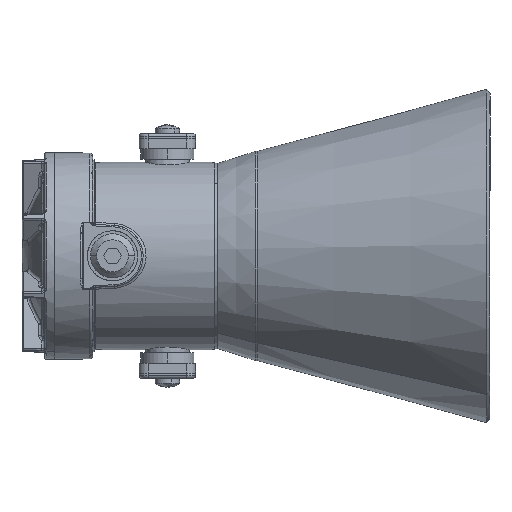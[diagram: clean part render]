
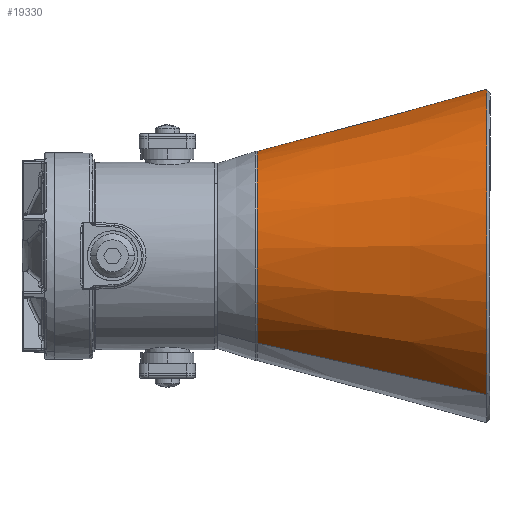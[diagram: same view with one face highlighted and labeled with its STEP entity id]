
A CAD part, top view. The second image highlights one B-rep face of the part: STEP entity #19330.
In plain terms, the highlighted conical face has half-angle 15.149 degrees and reference radius 109.781 mm.
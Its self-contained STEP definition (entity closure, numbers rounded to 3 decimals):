
#1332 = EDGE_CURVE ( 'NONE', #23322, #22919, #40625, .T. ) ;
#1765 = LINE ( 'NONE', #33675, #20692 ) ;
#3020 = EDGE_CURVE ( 'NONE', #22919, #38380, #37194, .T. ) ;
#3113 = ORIENTED_EDGE ( 'NONE', *, *, #3020, .F. ) ;
#4597 = DIRECTION ( 'NONE',  ( -0.965, 0., 0.261 ) ) ;
#7356 = CARTESIAN_POINT ( 'NONE',  ( -26., 0., 0. ) ) ;
#7398 = CARTESIAN_POINT ( 'NONE',  ( -176.941, 0., -109.781 ) ) ;
#9008 = CONICAL_SURFACE ( 'NONE', #27967, 109.781, 0.264 ) ;
#9547 = EDGE_CURVE ( 'NONE', #26688, #38380, #13898, .T. ) ;
#10958 = DIRECTION ( 'NONE',  ( 0., 0., -1. ) ) ;
#12372 = DIRECTION ( 'NONE',  ( -0.965, 0., -0.261 ) ) ;
#12911 = AXIS2_PLACEMENT_3D ( 'NONE', #7356, #32265, #10958 ) ;
#13898 = CIRCLE ( 'NONE', #46079, 109.781 ) ;
#15782 = DIRECTION ( 'NONE',  ( -1., 0., 0. ) ) ;
#17472 = CARTESIAN_POINT ( 'NONE',  ( -176.941, 0., 0. ) ) ;
#18073 = ORIENTED_EDGE ( 'NONE', *, *, #20274, .T. ) ;
#19330 = ADVANCED_FACE ( 'NONE', ( #20737 ), #9008, .T. ) ;
#20274 = EDGE_CURVE ( 'NONE', #23322, #26688, #1765, .T. ) ;
#20692 = VECTOR ( 'NONE', #12372, 1000. ) ;
#20737 = FACE_OUTER_BOUND ( 'NONE', #29871, .T. ) ;
#21054 = DIRECTION ( 'NONE',  ( 0., 0., -1. ) ) ;
#22913 = CARTESIAN_POINT ( 'NONE',  ( -176.941, 0., 0. ) ) ;
#22919 = VERTEX_POINT ( 'NONE', #33555 ) ;
#23322 = VERTEX_POINT ( 'NONE', #39000 ) ;
#26595 = ORIENTED_EDGE ( 'NONE', *, *, #9547, .T. ) ;
#26688 = VERTEX_POINT ( 'NONE', #7398 ) ;
#27665 = VECTOR ( 'NONE', #4597, 1000. ) ;
#27967 = AXIS2_PLACEMENT_3D ( 'NONE', #22913, #15782, #37088 ) ;
#29316 = CARTESIAN_POINT ( 'NONE',  ( -176.941, 0., 109.781 ) ) ;
#29871 = EDGE_LOOP ( 'NONE', ( #43334, #18073, #26595, #3113 ) ) ;
#32265 = DIRECTION ( 'NONE',  ( 1., 0., 0. ) ) ;
#33555 = CARTESIAN_POINT ( 'NONE',  ( -26., 0., 68.916 ) ) ;
#33675 = CARTESIAN_POINT ( 'NONE',  ( -176.941, 0., -109.781 ) ) ;
#37088 = DIRECTION ( 'NONE',  ( 0., 0., 1. ) ) ;
#37194 = LINE ( 'NONE', #29316, #27665 ) ;
#38380 = VERTEX_POINT ( 'NONE', #39343 ) ;
#39000 = CARTESIAN_POINT ( 'NONE',  ( -26., 0., -68.916 ) ) ;
#39343 = CARTESIAN_POINT ( 'NONE',  ( -176.941, 0., 109.781 ) ) ;
#40625 = CIRCLE ( 'NONE', #12911, 68.916 ) ;
#42382 = DIRECTION ( 'NONE',  ( 1., 0., 0. ) ) ;
#43334 = ORIENTED_EDGE ( 'NONE', *, *, #1332, .F. ) ;
#46079 = AXIS2_PLACEMENT_3D ( 'NONE', #17472, #42382, #21054 ) ;
